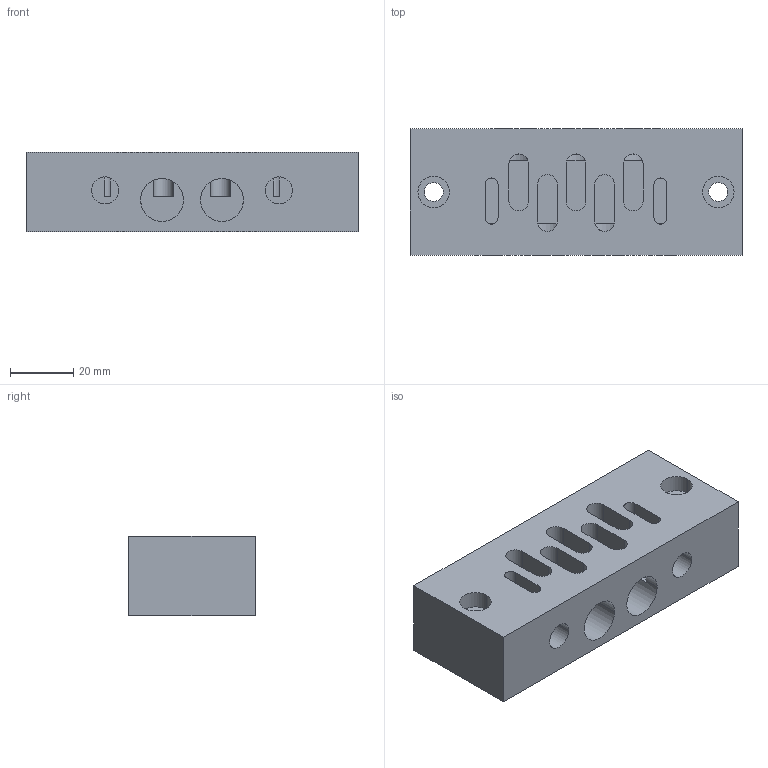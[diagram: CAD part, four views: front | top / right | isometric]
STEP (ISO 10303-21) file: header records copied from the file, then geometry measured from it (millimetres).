
FILE_DESCRIPTION((''),'2;1');
FILE_NAME('SL1.stp','2003-01-03T03:26:45',('Branislav Petkovic'),('AZ Pneumatica'),'AutoCAD STEP 2000i','AutoCAD 2000i','Via J. F. Kennedy, 26, 20020 Misinto (MI), ITALY');
FILE_SCHEMA(('CONFIG_CONTROL_DESIGN'));
Length unit declared in the file: millimetre
Products named in the file (2): SL1; PART1
Assembly tree (1 placements, depth 2):
  SL1
    PART1
Bounding box: 105 x 40 x 25 mm (x, y, z)
Surface area: 23324.1 mm2 (no closed solid volume)
Topology: 0 solids, 3 shells, 88 faces, 240 edges, 160 vertices
Faces by surface type: cylinder 44, plane 44
Entity records: 3186 total; most frequent: CARTESIAN_POINT 741, DIRECTION 507, ORIENTED_EDGE 480, EDGE_CURVE 240, AXIS2_PLACEMENT_3D 192, VERTEX_POINT 160, VECTOR 123, LINE 123
